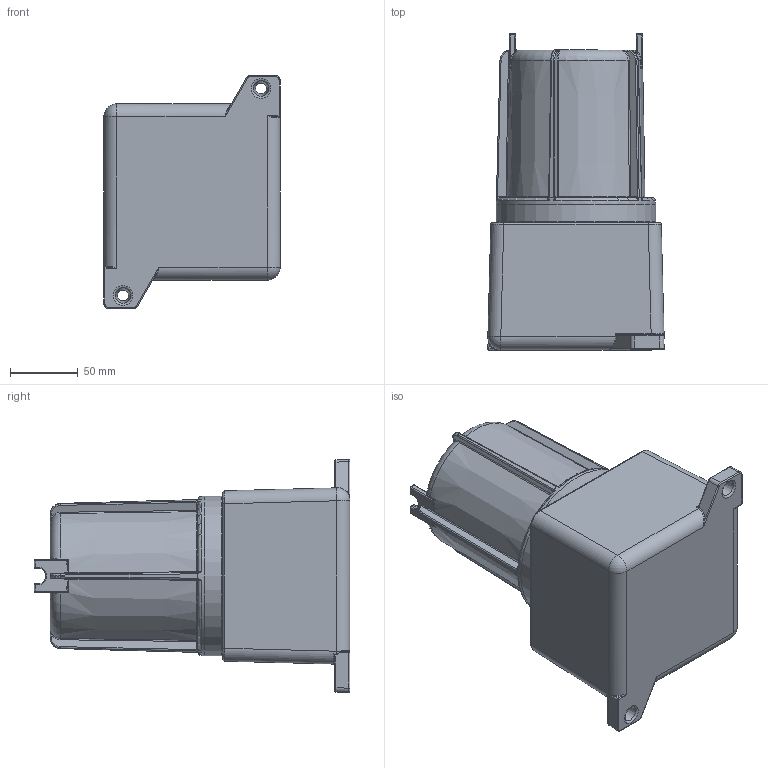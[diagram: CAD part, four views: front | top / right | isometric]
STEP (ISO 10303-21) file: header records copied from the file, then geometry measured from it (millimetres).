
FILE_DESCRIPTION(/* description */ ('GRB BOX WITH 4GRBD DOME COVER'),/* implementation_level */ '2;1');
FILE_NAME(/* name */ 'KIL_4GRB.stp',/* time_stamp */ '2017-12-19T12:17:50+06:00',/* author */ ('ypadmaraja'),/* organization */ (''),/* preprocessor_version */ 'ST-DEVELOPER v16.13',/* originating_system */ 'Autodesk Inventor 2018',/* authorisation */ '');
FILE_SCHEMA (('AUTOMOTIVE_DESIGN { 1 0 10303 214 3 1 1 }'));
Products named in the file (3): 4GRB; 17793; 17796
Assembly tree (2 placements, depth 2):
  4GRB
    17793
    17796
Bounding box: 129.76 x 232.6 x 171.41 mm (x, y, z)
Volume: 1043429.2 mm3; surface area: 234176.3 mm2
Topology: 2 solids, 2 shells, 1618 faces, 4223 edges, 2705 vertices
Faces by surface type: plane 825, bspline 555, cylinder 147, sphere 39, torus 30, cone 22
Full cylindrical faces by diameter (mm): 2.184 x4, 3.302 x2, 76.2 x1, 99.543 x1, 101.346 x1, 103.073 x1, 110.338 x1, 117.475 x1
Entity records: 55521 total; most frequent: CARTESIAN_POINT 19410, ORIENTED_EDGE 8308, DIRECTION 5740, EDGE_CURVE 4154, VERTEX_POINT 2690, LINE 2618, VECTOR 2618, EDGE_LOOP 1774
